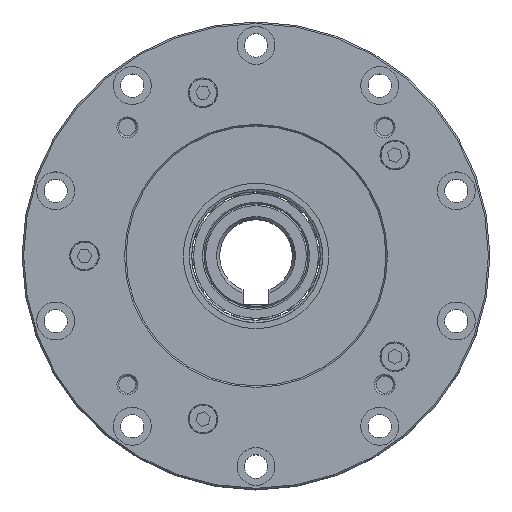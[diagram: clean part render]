
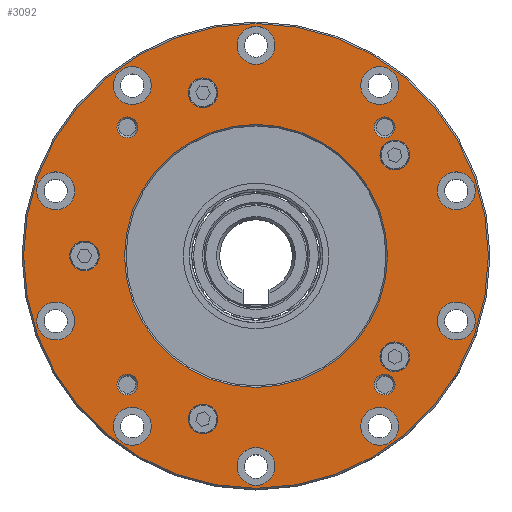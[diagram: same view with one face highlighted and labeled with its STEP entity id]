
A CAD part, top view. The second image highlights one B-rep face of the part: STEP entity #3092.
In plain terms, the highlighted planar face has unit normal (0, 0, 1).
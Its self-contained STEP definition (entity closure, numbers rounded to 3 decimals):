
#2445=PLANE('',#11838);
#3092=ADVANCED_FACE('',(#4155,#4156,#4157,#4158,#4159,#4160,#4161,#4162,
#4163,#4164,#4165,#4166,#4167,#4168,#4169,#4170,#4171,#4172,#4173,#4174,
#4175),#2445,.T.);
#4155=FACE_BOUND('',#5332,.T.);
#4156=FACE_BOUND('',#5333,.T.);
#4157=FACE_BOUND('',#5334,.T.);
#4158=FACE_BOUND('',#5335,.T.);
#4159=FACE_BOUND('',#5336,.T.);
#4160=FACE_BOUND('',#5337,.T.);
#4161=FACE_BOUND('',#5338,.T.);
#4162=FACE_BOUND('',#5339,.T.);
#4163=FACE_BOUND('',#5340,.T.);
#4164=FACE_BOUND('',#5341,.T.);
#4165=FACE_BOUND('',#5342,.T.);
#4166=FACE_BOUND('',#5343,.T.);
#4167=FACE_BOUND('',#5344,.T.);
#4168=FACE_BOUND('',#5345,.T.);
#4169=FACE_BOUND('',#5346,.T.);
#4170=FACE_BOUND('',#5347,.T.);
#4171=FACE_BOUND('',#5348,.T.);
#4172=FACE_BOUND('',#5349,.T.);
#4173=FACE_BOUND('',#5350,.T.);
#4174=FACE_BOUND('',#5351,.T.);
#4175=FACE_BOUND('',#5352,.T.);
#5332=EDGE_LOOP('',(#7586));
#5333=EDGE_LOOP('',(#7587));
#5334=EDGE_LOOP('',(#7588));
#5335=EDGE_LOOP('',(#7589));
#5336=EDGE_LOOP('',(#7590));
#5337=EDGE_LOOP('',(#7591));
#5338=EDGE_LOOP('',(#7592));
#5339=EDGE_LOOP('',(#7593));
#5340=EDGE_LOOP('',(#7594));
#5341=EDGE_LOOP('',(#7595));
#5342=EDGE_LOOP('',(#7596));
#5343=EDGE_LOOP('',(#7597));
#5344=EDGE_LOOP('',(#7598));
#5345=EDGE_LOOP('',(#7599));
#5346=EDGE_LOOP('',(#7600));
#5347=EDGE_LOOP('',(#7601));
#5348=EDGE_LOOP('',(#7602));
#5349=EDGE_LOOP('',(#7603));
#5350=EDGE_LOOP('',(#7604));
#5351=EDGE_LOOP('',(#7605));
#5352=EDGE_LOOP('',(#7606));
#7586=ORIENTED_EDGE('',*,*,#9800,.T.);
#7587=ORIENTED_EDGE('',*,*,#9801,.T.);
#7588=ORIENTED_EDGE('',*,*,#9802,.T.);
#7589=ORIENTED_EDGE('',*,*,#9803,.T.);
#7590=ORIENTED_EDGE('',*,*,#9804,.T.);
#7591=ORIENTED_EDGE('',*,*,#9805,.T.);
#7592=ORIENTED_EDGE('',*,*,#9806,.T.);
#7593=ORIENTED_EDGE('',*,*,#9807,.T.);
#7594=ORIENTED_EDGE('',*,*,#9808,.T.);
#7595=ORIENTED_EDGE('',*,*,#9809,.T.);
#7596=ORIENTED_EDGE('',*,*,#9810,.T.);
#7597=ORIENTED_EDGE('',*,*,#9811,.T.);
#7598=ORIENTED_EDGE('',*,*,#9812,.T.);
#7599=ORIENTED_EDGE('',*,*,#9813,.T.);
#7600=ORIENTED_EDGE('',*,*,#9814,.T.);
#7601=ORIENTED_EDGE('',*,*,#9815,.T.);
#7602=ORIENTED_EDGE('',*,*,#9816,.T.);
#7603=ORIENTED_EDGE('',*,*,#9817,.T.);
#7604=ORIENTED_EDGE('',*,*,#9818,.T.);
#7605=ORIENTED_EDGE('',*,*,#9819,.T.);
#7606=ORIENTED_EDGE('',*,*,#9820,.T.);
#8665=VERTEX_POINT('',#17759);
#8666=VERTEX_POINT('',#17761);
#8667=VERTEX_POINT('',#17763);
#8668=VERTEX_POINT('',#17765);
#8669=VERTEX_POINT('',#17767);
#8670=VERTEX_POINT('',#17769);
#8671=VERTEX_POINT('',#17771);
#8672=VERTEX_POINT('',#17773);
#8673=VERTEX_POINT('',#17775);
#8674=VERTEX_POINT('',#17777);
#8675=VERTEX_POINT('',#17779);
#8676=VERTEX_POINT('',#17781);
#8677=VERTEX_POINT('',#17783);
#8678=VERTEX_POINT('',#17785);
#8679=VERTEX_POINT('',#17787);
#8680=VERTEX_POINT('',#17789);
#8681=VERTEX_POINT('',#17791);
#8682=VERTEX_POINT('',#17793);
#8683=VERTEX_POINT('',#17795);
#8684=VERTEX_POINT('',#17797);
#8685=VERTEX_POINT('',#17799);
#9800=EDGE_CURVE('',#8665,#8665,#10509,.T.);
#9801=EDGE_CURVE('',#8666,#8666,#10510,.T.);
#9802=EDGE_CURVE('',#8667,#8667,#10511,.T.);
#9803=EDGE_CURVE('',#8668,#8668,#10512,.T.);
#9804=EDGE_CURVE('',#8669,#8669,#10513,.T.);
#9805=EDGE_CURVE('',#8670,#8670,#10514,.T.);
#9806=EDGE_CURVE('',#8671,#8671,#10515,.T.);
#9807=EDGE_CURVE('',#8672,#8672,#10516,.T.);
#9808=EDGE_CURVE('',#8673,#8673,#10517,.T.);
#9809=EDGE_CURVE('',#8674,#8674,#10518,.T.);
#9810=EDGE_CURVE('',#8675,#8675,#10519,.T.);
#9811=EDGE_CURVE('',#8676,#8676,#10520,.T.);
#9812=EDGE_CURVE('',#8677,#8677,#10521,.T.);
#9813=EDGE_CURVE('',#8678,#8678,#10522,.T.);
#9814=EDGE_CURVE('',#8679,#8679,#10523,.T.);
#9815=EDGE_CURVE('',#8680,#8680,#10524,.T.);
#9816=EDGE_CURVE('',#8681,#8681,#10525,.T.);
#9817=EDGE_CURVE('',#8682,#8682,#10526,.T.);
#9818=EDGE_CURVE('',#8683,#8683,#10527,.T.);
#9819=EDGE_CURVE('',#8684,#8684,#10528,.T.);
#9820=EDGE_CURVE('',#8685,#8685,#10529,.T.);
#10509=CIRCLE('',#11817,2.85);
#10510=CIRCLE('',#11818,2.85);
#10511=CIRCLE('',#11819,2.85);
#10512=CIRCLE('',#11820,2.85);
#10513=CIRCLE('',#11821,2.85);
#10514=CIRCLE('',#11822,2.);
#10515=CIRCLE('',#11823,2.);
#10516=CIRCLE('',#11824,2.);
#10517=CIRCLE('',#11825,2.);
#10518=CIRCLE('',#11826,44.7);
#10519=CIRCLE('',#11827,3.65);
#10520=CIRCLE('',#11828,3.65);
#10521=CIRCLE('',#11829,3.65);
#10522=CIRCLE('',#11830,3.65);
#10523=CIRCLE('',#11831,3.65);
#10524=CIRCLE('',#11832,3.65);
#10525=CIRCLE('',#11833,3.65);
#10526=CIRCLE('',#11834,3.65);
#10527=CIRCLE('',#11835,3.65);
#10528=CIRCLE('',#11836,3.65);
#10529=CIRCLE('',#11837,25.3);
#11817=AXIS2_PLACEMENT_3D('',#17758,#14876,#14877);
#11818=AXIS2_PLACEMENT_3D('',#17760,#14878,#14879);
#11819=AXIS2_PLACEMENT_3D('',#17762,#14880,#14881);
#11820=AXIS2_PLACEMENT_3D('',#17764,#14882,#14883);
#11821=AXIS2_PLACEMENT_3D('',#17766,#14884,#14885);
#11822=AXIS2_PLACEMENT_3D('',#17768,#14886,#14887);
#11823=AXIS2_PLACEMENT_3D('',#17770,#14888,#14889);
#11824=AXIS2_PLACEMENT_3D('',#17772,#14890,#14891);
#11825=AXIS2_PLACEMENT_3D('',#17774,#14892,#14893);
#11826=AXIS2_PLACEMENT_3D('',#17776,#14894,#14895);
#11827=AXIS2_PLACEMENT_3D('',#17778,#14896,#14897);
#11828=AXIS2_PLACEMENT_3D('',#17780,#14898,#14899);
#11829=AXIS2_PLACEMENT_3D('',#17782,#14900,#14901);
#11830=AXIS2_PLACEMENT_3D('',#17784,#14902,#14903);
#11831=AXIS2_PLACEMENT_3D('',#17786,#14904,#14905);
#11832=AXIS2_PLACEMENT_3D('',#17788,#14906,#14907);
#11833=AXIS2_PLACEMENT_3D('',#17790,#14908,#14909);
#11834=AXIS2_PLACEMENT_3D('',#17792,#14910,#14911);
#11835=AXIS2_PLACEMENT_3D('',#17794,#14912,#14913);
#11836=AXIS2_PLACEMENT_3D('',#17796,#14914,#14915);
#11837=AXIS2_PLACEMENT_3D('',#17798,#14916,#14917);
#11838=AXIS2_PLACEMENT_3D('',#17800,#14918,#14919);
#14876=DIRECTION('',(0.,0.,-1.));
#14877=DIRECTION('',(-1.,0.,0.));
#14878=DIRECTION('',(0.,0.,-1.));
#14879=DIRECTION('',(-1.,0.,0.));
#14880=DIRECTION('',(0.,0.,-1.));
#14881=DIRECTION('',(-1.,0.,0.));
#14882=DIRECTION('',(0.,0.,-1.));
#14883=DIRECTION('',(-1.,0.,0.));
#14884=DIRECTION('',(0.,0.,-1.));
#14885=DIRECTION('',(-1.,0.,0.));
#14886=DIRECTION('',(0.,0.,-1.));
#14887=DIRECTION('',(1.,0.,0.));
#14888=DIRECTION('',(0.,0.,-1.));
#14889=DIRECTION('',(1.,0.,0.));
#14890=DIRECTION('',(0.,0.,-1.));
#14891=DIRECTION('',(1.,0.,0.));
#14892=DIRECTION('',(0.,0.,-1.));
#14893=DIRECTION('',(1.,0.,0.));
#14894=DIRECTION('',(0.,0.,1.));
#14895=DIRECTION('',(1.,0.,0.));
#14896=DIRECTION('',(0.,0.,-1.));
#14897=DIRECTION('',(-1.,0.,0.));
#14898=DIRECTION('',(0.,0.,-1.));
#14899=DIRECTION('',(-1.,0.,0.));
#14900=DIRECTION('',(0.,0.,-1.));
#14901=DIRECTION('',(-1.,0.,0.));
#14902=DIRECTION('',(0.,0.,-1.));
#14903=DIRECTION('',(-1.,0.,0.));
#14904=DIRECTION('',(0.,0.,-1.));
#14905=DIRECTION('',(-1.,0.,0.));
#14906=DIRECTION('',(0.,0.,-1.));
#14907=DIRECTION('',(-1.,0.,0.));
#14908=DIRECTION('',(0.,0.,-1.));
#14909=DIRECTION('',(-1.,0.,0.));
#14910=DIRECTION('',(0.,0.,-1.));
#14911=DIRECTION('',(-1.,0.,0.));
#14912=DIRECTION('',(0.,0.,-1.));
#14913=DIRECTION('',(-1.,0.,0.));
#14914=DIRECTION('',(0.,0.,-1.));
#14915=DIRECTION('',(-1.,0.,0.));
#14916=DIRECTION('',(0.,0.,-1.));
#14917=DIRECTION('',(1.,0.,0.));
#14918=DIRECTION('',(0.,0.,1.));
#14919=DIRECTION('',(1.,0.,0.));
#17758=CARTESIAN_POINT('',(-10.198,31.385,25.));
#17759=CARTESIAN_POINT('',(-13.048,31.385,25.));
#17760=CARTESIAN_POINT('',(26.698,19.397,25.));
#17761=CARTESIAN_POINT('',(23.848,19.397,25.));
#17762=CARTESIAN_POINT('',(26.698,-19.397,25.));
#17763=CARTESIAN_POINT('',(23.848,-19.397,25.));
#17764=CARTESIAN_POINT('',(-10.198,-31.385,25.));
#17765=CARTESIAN_POINT('',(-13.048,-31.385,25.));
#17766=CARTESIAN_POINT('',(-33.,0.,25.));
#17767=CARTESIAN_POINT('',(-35.85,0.,25.));
#17768=CARTESIAN_POINT('',(24.749,-24.749,25.));
#17769=CARTESIAN_POINT('',(26.749,-24.749,25.));
#17770=CARTESIAN_POINT('',(-24.749,-24.749,25.));
#17771=CARTESIAN_POINT('',(-22.749,-24.749,25.));
#17772=CARTESIAN_POINT('',(-24.749,24.749,25.));
#17773=CARTESIAN_POINT('',(-22.749,24.749,25.));
#17774=CARTESIAN_POINT('',(24.749,24.749,25.));
#17775=CARTESIAN_POINT('',(26.749,24.749,25.));
#17776=CARTESIAN_POINT('',(0.,0.,25.));
#17777=CARTESIAN_POINT('',(44.7,0.,25.));
#17778=CARTESIAN_POINT('',(-23.805,-32.765,25.));
#17779=CARTESIAN_POINT('',(-27.455,-32.765,25.));
#17780=CARTESIAN_POINT('',(-38.518,-12.515,25.));
#17781=CARTESIAN_POINT('',(-42.168,-12.515,25.));
#17782=CARTESIAN_POINT('',(-38.518,12.515,25.));
#17783=CARTESIAN_POINT('',(-42.168,12.515,25.));
#17784=CARTESIAN_POINT('',(-23.805,32.765,25.));
#17785=CARTESIAN_POINT('',(-27.455,32.765,25.));
#17786=CARTESIAN_POINT('',(0.,40.5,25.));
#17787=CARTESIAN_POINT('',(-3.65,40.5,25.));
#17788=CARTESIAN_POINT('',(23.805,32.765,25.));
#17789=CARTESIAN_POINT('',(20.155,32.765,25.));
#17790=CARTESIAN_POINT('',(38.518,12.515,25.));
#17791=CARTESIAN_POINT('',(34.868,12.515,25.));
#17792=CARTESIAN_POINT('',(38.518,-12.515,25.));
#17793=CARTESIAN_POINT('',(34.868,-12.515,25.));
#17794=CARTESIAN_POINT('',(23.805,-32.765,25.));
#17795=CARTESIAN_POINT('',(20.155,-32.765,25.));
#17796=CARTESIAN_POINT('',(0.,-40.5,25.));
#17797=CARTESIAN_POINT('',(-3.65,-40.5,25.));
#17798=CARTESIAN_POINT('',(0.,0.,25.));
#17799=CARTESIAN_POINT('',(25.3,0.,25.));
#17800=CARTESIAN_POINT('',(0.,0.,25.));
